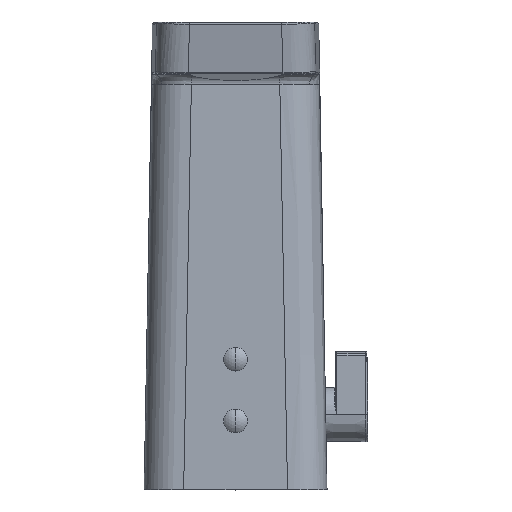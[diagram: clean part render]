
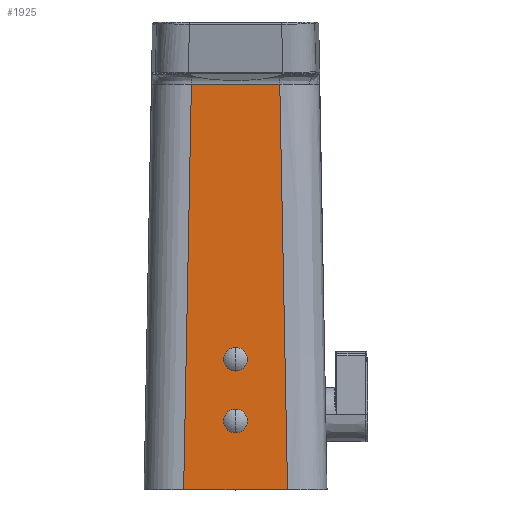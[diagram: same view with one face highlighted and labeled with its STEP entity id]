
A CAD part, top view. The second image highlights one B-rep face of the part: STEP entity #1925.
In plain terms, the highlighted planar face has unit normal (0, 0, 1).
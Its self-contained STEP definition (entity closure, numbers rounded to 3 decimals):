
#33 = ORIENTED_EDGE ( 'NONE', *, *, #1244, .T. ) ;
#143 = VERTEX_POINT ( 'NONE', #1196 ) ;
#491 = ORIENTED_EDGE ( 'NONE', *, *, #2283, .T. ) ;
#550 = CARTESIAN_POINT ( 'NONE',  ( 3.451, 20., 26.073 ) ) ;
#582 = LINE ( 'NONE', #3370, #1717 ) ;
#605 = PLANE ( 'NONE',  #3092 ) ;
#651 = DIRECTION ( 'NONE',  ( 0., 0., -1. ) ) ;
#666 = CARTESIAN_POINT ( 'NONE',  ( -12.866, 118., 26.073 ) ) ;
#877 = CIRCLE ( 'NONE', #4637, 3.451 ) ;
#906 = ORIENTED_EDGE ( 'NONE', *, *, #1588, .T. ) ;
#989 = AXIS2_PLACEMENT_3D ( 'NONE', #2118, #2836, #4701 ) ;
#1081 = DIRECTION ( 'NONE',  ( 0., 0., -1. ) ) ;
#1133 = CIRCLE ( 'NONE', #989, 3.451 ) ;
#1196 = CARTESIAN_POINT ( 'NONE',  ( -3.451, 38., 26.073 ) ) ;
#1219 = DIRECTION ( 'NONE',  ( 0.019, -1., 0. ) ) ;
#1244 = EDGE_CURVE ( 'NONE', #4600, #1585, #4721, .T. ) ;
#1261 = CARTESIAN_POINT ( 'NONE',  ( -12.866, 118., 26.073 ) ) ;
#1368 = CIRCLE ( 'NONE', #4519, 3.451 ) ;
#1435 = EDGE_CURVE ( 'NONE', #4600, #2823, #1604, .T. ) ;
#1443 = EDGE_LOOP ( 'NONE', ( #491, #906 ) ) ;
#1486 = DIRECTION ( 'NONE',  ( 1., 0., 0. ) ) ;
#1585 = VERTEX_POINT ( 'NONE', #666 ) ;
#1588 = EDGE_CURVE ( 'NONE', #143, #4013, #2371, .T. ) ;
#1604 = LINE ( 'NONE', #2293, #2718 ) ;
#1645 = EDGE_CURVE ( 'NONE', #2823, #1921, #582, .T. ) ;
#1659 = DIRECTION ( 'NONE',  ( 0.019, 1., 0. ) ) ;
#1717 = VECTOR ( 'NONE', #2925, 1000. ) ;
#1759 = VERTEX_POINT ( 'NONE', #550 ) ;
#1766 = CARTESIAN_POINT ( 'NONE',  ( -33.374, 0., 26.073 ) ) ;
#1777 = VECTOR ( 'NONE', #1659, 1000. ) ;
#1796 = CARTESIAN_POINT ( 'NONE',  ( 0., 38., 26.073 ) ) ;
#1806 = CARTESIAN_POINT ( 'NONE',  ( 12.866, 118., 26.073 ) ) ;
#1808 = DIRECTION ( 'NONE',  ( 0., 0., 1. ) ) ;
#1884 = ORIENTED_EDGE ( 'NONE', *, *, #1645, .F. ) ;
#1891 = ORIENTED_EDGE ( 'NONE', *, *, #2401, .T. ) ;
#1920 = AXIS2_PLACEMENT_3D ( 'NONE', #1796, #1081, #1486 ) ;
#1921 = VERTEX_POINT ( 'NONE', #3276 ) ;
#1925 = ADVANCED_FACE ( 'NONE', ( #3019, #4436, #2127 ), #605, .T. ) ;
#2118 = CARTESIAN_POINT ( 'NONE',  ( 0., 38., 26.073 ) ) ;
#2127 = FACE_OUTER_BOUND ( 'NONE', #3143, .T. ) ;
#2227 = EDGE_CURVE ( 'NONE', #1921, #1585, #3079, .T. ) ;
#2239 = CARTESIAN_POINT ( 'NONE',  ( -3.451, 20., 26.073 ) ) ;
#2283 = EDGE_CURVE ( 'NONE', #4013, #143, #1133, .T. ) ;
#2293 = CARTESIAN_POINT ( 'NONE',  ( 15.123, 0., 26.073 ) ) ;
#2371 = CIRCLE ( 'NONE', #1920, 3.451 ) ;
#2401 = EDGE_CURVE ( 'NONE', #4357, #1759, #1368, .T. ) ;
#2718 = VECTOR ( 'NONE', #1219, 1000. ) ;
#2734 = CARTESIAN_POINT ( 'NONE',  ( 15.123, 0., 26.073 ) ) ;
#2806 = EDGE_LOOP ( 'NONE', ( #3607, #1891 ) ) ;
#2823 = VERTEX_POINT ( 'NONE', #2734 ) ;
#2836 = DIRECTION ( 'NONE',  ( 0., 0., -1. ) ) ;
#2911 = CARTESIAN_POINT ( 'NONE',  ( 0., 20., 26.073 ) ) ;
#2925 = DIRECTION ( 'NONE',  ( -1., 0., 0. ) ) ;
#3019 = FACE_BOUND ( 'NONE', #1443, .T. ) ;
#3060 = ORIENTED_EDGE ( 'NONE', *, *, #1435, .F. ) ;
#3079 = LINE ( 'NONE', #1261, #1777 ) ;
#3085 = VECTOR ( 'NONE', #4781, 1000. ) ;
#3092 = AXIS2_PLACEMENT_3D ( 'NONE', #1766, #1808, #3638 ) ;
#3143 = EDGE_LOOP ( 'NONE', ( #3176, #1884, #3060, #33 ) ) ;
#3145 = CARTESIAN_POINT ( 'NONE',  ( 0., 20., 26.073 ) ) ;
#3175 = CARTESIAN_POINT ( 'NONE',  ( 3.451, 38., 26.073 ) ) ;
#3176 = ORIENTED_EDGE ( 'NONE', *, *, #2227, .F. ) ;
#3276 = CARTESIAN_POINT ( 'NONE',  ( -15.123, 0., 26.073 ) ) ;
#3302 = DIRECTION ( 'NONE',  ( 1., 0., 0. ) ) ;
#3370 = CARTESIAN_POINT ( 'NONE',  ( -27.158, 0., 26.073 ) ) ;
#3607 = ORIENTED_EDGE ( 'NONE', *, *, #4441, .T. ) ;
#3638 = DIRECTION ( 'NONE',  ( 0., -1., 0. ) ) ;
#3876 = DIRECTION ( 'NONE',  ( 1., 0., 0. ) ) ;
#4013 = VERTEX_POINT ( 'NONE', #3175 ) ;
#4100 = CARTESIAN_POINT ( 'NONE',  ( -33.374, 118., 26.073 ) ) ;
#4357 = VERTEX_POINT ( 'NONE', #2239 ) ;
#4436 = FACE_BOUND ( 'NONE', #2806, .T. ) ;
#4441 = EDGE_CURVE ( 'NONE', #1759, #4357, #877, .T. ) ;
#4519 = AXIS2_PLACEMENT_3D ( 'NONE', #2911, #651, #3302 ) ;
#4600 = VERTEX_POINT ( 'NONE', #1806 ) ;
#4637 = AXIS2_PLACEMENT_3D ( 'NONE', #3145, #4640, #3876 ) ;
#4640 = DIRECTION ( 'NONE',  ( 0., 0., -1. ) ) ;
#4701 = DIRECTION ( 'NONE',  ( 1., 0., 0. ) ) ;
#4721 = LINE ( 'NONE', #4100, #3085 ) ;
#4781 = DIRECTION ( 'NONE',  ( -1., 0., 0. ) ) ;
